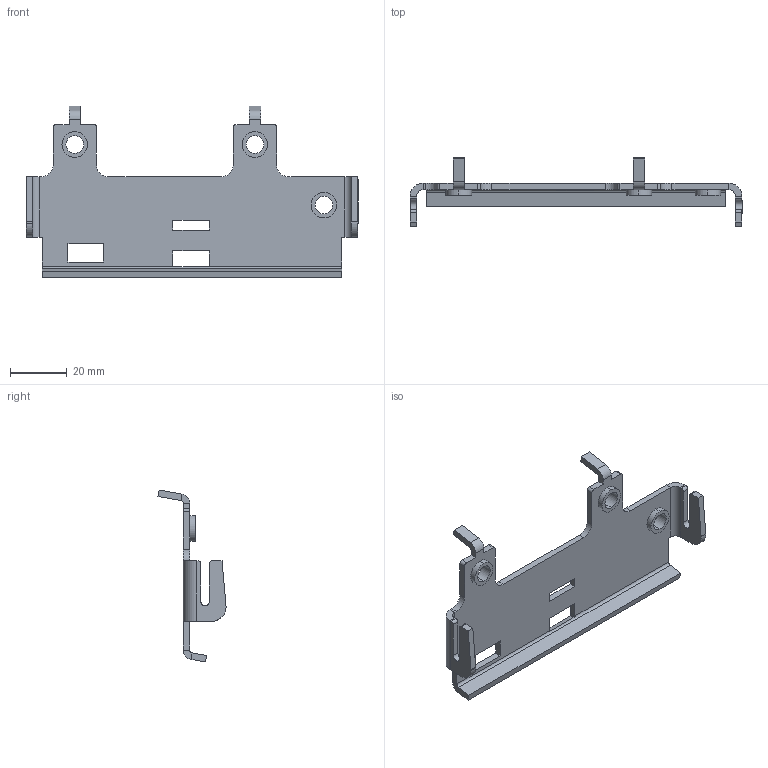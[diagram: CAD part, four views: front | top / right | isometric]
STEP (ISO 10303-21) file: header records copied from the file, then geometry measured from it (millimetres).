
FILE_DESCRIPTION (( 'STEP AP214' ), '1' );
FILE_NAME ('LC-ILINE-FOOT.STEP', '2021-05-19T13:36:07', ( '' ), ( '' ), 'SwSTEP 2.0', 'SolidWorks 2017', '' );
FILE_SCHEMA (( 'AUTOMOTIVE_DESIGN' ));
Length unit declared in the file: millimetre
Products named in the file (1): LC-ILINE-FOOT
Bounding box: 116.6 x 23.91 x 60.36 mm (x, y, z)
Volume: 12026.3 mm3; surface area: 12161.6 mm2
Topology: 1 solids, 1 shells, 118 faces, 301 edges, 186 vertices
Faces by surface type: plane 79, cylinder 39
Entity records: 3573 total; most frequent: DIRECTION 621, CARTESIAN_POINT 606, ORIENTED_EDGE 602, EDGE_CURVE 301, LINE 219, VECTOR 219, AXIS2_PLACEMENT_3D 201, VERTEX_POINT 186
